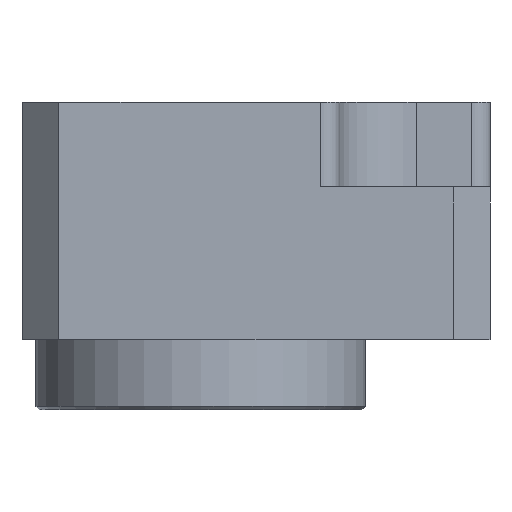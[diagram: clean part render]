
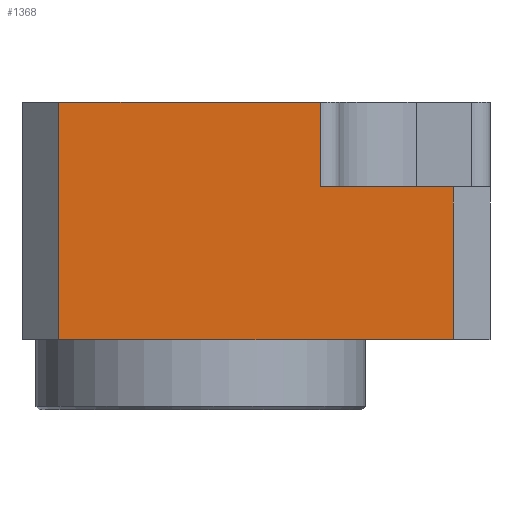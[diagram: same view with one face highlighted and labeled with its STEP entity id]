
A CAD part, front view. The second image highlights one B-rep face of the part: STEP entity #1368.
In plain terms, the highlighted planar face has unit normal (0, -1, 0).
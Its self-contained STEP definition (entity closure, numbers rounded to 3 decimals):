
#1368=ADVANCED_FACE('',(#2978),#2270,.T.);
#2270=PLANE('',#17587);
#2978=FACE_OUTER_BOUND('',#3864,.T.);
#3864=EDGE_LOOP('',(#5393,#5394,#5395,#5396,#5397,#5398));
#5393=ORIENTED_EDGE('',*,*,#12073,.T.);
#5394=ORIENTED_EDGE('',*,*,#12074,.T.);
#5395=ORIENTED_EDGE('',*,*,#12075,.F.);
#5396=ORIENTED_EDGE('',*,*,#12076,.T.);
#5397=ORIENTED_EDGE('',*,*,#12017,.T.);
#5398=ORIENTED_EDGE('',*,*,#12077,.T.);
#10310=VERTEX_POINT('',#22623);
#10311=VERTEX_POINT('',#22625);
#10356=VERTEX_POINT('',#22745);
#10357=VERTEX_POINT('',#22746);
#10358=VERTEX_POINT('',#22748);
#10359=VERTEX_POINT('',#22750);
#12017=EDGE_CURVE('',#10311,#10310,#14438,.T.);
#12073=EDGE_CURVE('',#10356,#10357,#14474,.T.);
#12074=EDGE_CURVE('',#10357,#10358,#14475,.T.);
#12075=EDGE_CURVE('',#10359,#10358,#14476,.T.);
#12076=EDGE_CURVE('',#10359,#10311,#14477,.T.);
#12077=EDGE_CURVE('',#10310,#10356,#14478,.T.);
#14438=LINE('',#22624,#15954);
#14474=LINE('',#22744,#15990);
#14475=LINE('',#22747,#15991);
#14476=LINE('',#22749,#15992);
#14477=LINE('',#22751,#15993);
#14478=LINE('',#22752,#15994);
#15954=VECTOR('',#18826,1.);
#15990=VECTOR('',#18922,1.);
#15991=VECTOR('',#18923,1.);
#15992=VECTOR('',#18924,1.);
#15993=VECTOR('',#18925,1.);
#15994=VECTOR('',#18926,1.);
#17587=AXIS2_PLACEMENT_3D('',#22753,#18927,#18928);
#18826=DIRECTION('',(-1.,0.,0.));
#18922=DIRECTION('',(1.,0.,0.));
#18923=DIRECTION('',(0.,0.,1.));
#18924=DIRECTION('',(1.,0.,0.));
#18925=DIRECTION('',(0.,0.,1.));
#18926=DIRECTION('',(0.,0.,-1.));
#18927=DIRECTION('',(0.,-1.,0.));
#18928=DIRECTION('',(0.,0.,-1.));
#22623=CARTESIAN_POINT('',(1.,0.,56.45));
#22624=CARTESIAN_POINT('',(6.35,0.,56.45));
#22625=CARTESIAN_POINT('',(8.1,0.,56.45));
#22744=CARTESIAN_POINT('',(6.35,0.,50.));
#22745=CARTESIAN_POINT('',(1.,0.,50.));
#22746=CARTESIAN_POINT('',(11.7,0.,50.));
#22747=CARTESIAN_POINT('',(11.7,0.,50.));
#22748=CARTESIAN_POINT('',(11.7,0.,54.15));
#22749=CARTESIAN_POINT('',(8.6,0.,54.15));
#22750=CARTESIAN_POINT('',(8.1,0.,54.15));
#22751=CARTESIAN_POINT('',(8.1,0.,56.45));
#22752=CARTESIAN_POINT('',(1.,0.,50.));
#22753=CARTESIAN_POINT('',(6.35,0.,50.));
